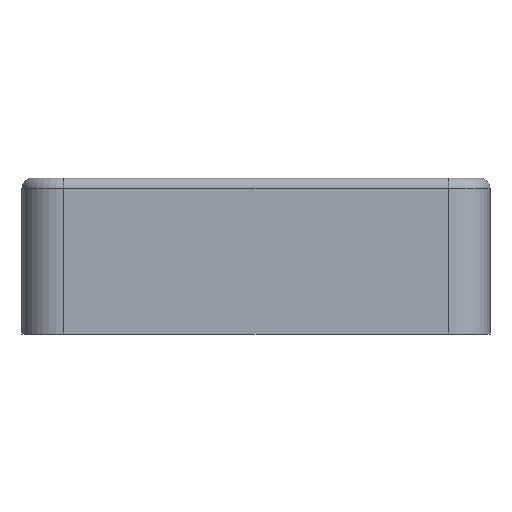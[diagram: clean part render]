
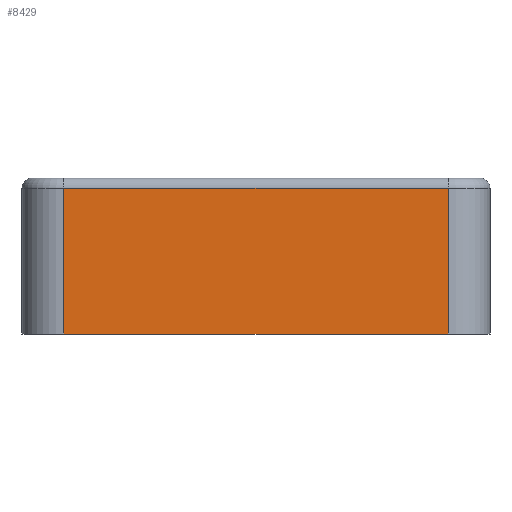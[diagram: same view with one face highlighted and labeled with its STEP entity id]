
A CAD part, front view. The second image highlights one B-rep face of the part: STEP entity #8429.
In plain terms, the highlighted planar face has unit normal (0, -1, 0).
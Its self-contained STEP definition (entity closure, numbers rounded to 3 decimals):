
#6234 = CYLINDRICAL_SURFACE('',#6235,2.);
#6235 = AXIS2_PLACEMENT_3D('',#6236,#6237,#6238);
#6236 = CARTESIAN_POINT('',(8.,2.,28.));
#6237 = DIRECTION('',(1.,0.,0.));
#6238 = DIRECTION('',(0.,0.,1.));
#6868 = VERTEX_POINT('',#6869);
#6869 = CARTESIAN_POINT('',(82.,0.,28.));
#6908 = CYLINDRICAL_SURFACE('',#6909,8.);
#6909 = AXIS2_PLACEMENT_3D('',#6910,#6911,#6912);
#6910 = CARTESIAN_POINT('',(82.,8.,0.));
#6911 = DIRECTION('',(0.,0.,1.));
#6912 = DIRECTION('',(0.,-1.,0.));
#6926 = VERTEX_POINT('',#6927);
#6927 = CARTESIAN_POINT('',(8.,0.,28.));
#6964 = CYLINDRICAL_SURFACE('',#6965,8.);
#6965 = AXIS2_PLACEMENT_3D('',#6966,#6967,#6968);
#6966 = CARTESIAN_POINT('',(8.,8.,0.));
#6967 = DIRECTION('',(0.,0.,1.));
#6968 = DIRECTION('',(0.,-1.,0.));
#6980 = EDGE_CURVE('',#6926,#6868,#6981,.T.);
#6981 = SURFACE_CURVE('',#6982,(#6986,#6993),.PCURVE_S1.);
#6982 = LINE('',#6983,#6984);
#6983 = CARTESIAN_POINT('',(8.,0.,28.));
#6984 = VECTOR('',#6985,1.);
#6985 = DIRECTION('',(1.,0.,0.));
#6986 = PCURVE('',#6234,#6987);
#6987 = DEFINITIONAL_REPRESENTATION('',(#6988),#6992);
#6988 = LINE('',#6989,#6990);
#6989 = CARTESIAN_POINT('',(1.571,0.));
#6990 = VECTOR('',#6991,1.);
#6991 = DIRECTION('',(0.,1.));
#6992 = ( GEOMETRIC_REPRESENTATION_CONTEXT(2) 
PARAMETRIC_REPRESENTATION_CONTEXT() REPRESENTATION_CONTEXT('2D SPACE',''
  ) );
#6993 = PCURVE('',#6994,#6999);
#6994 = PLANE('',#6995);
#6995 = AXIS2_PLACEMENT_3D('',#6996,#6997,#6998);
#6996 = CARTESIAN_POINT('',(0.,0.,0.));
#6997 = DIRECTION('',(0.,1.,0.));
#6998 = DIRECTION('',(1.,0.,0.));
#6999 = DEFINITIONAL_REPRESENTATION('',(#7000),#7004);
#7000 = LINE('',#7001,#7002);
#7001 = CARTESIAN_POINT('',(8.,-28.));
#7002 = VECTOR('',#7003,1.);
#7003 = DIRECTION('',(1.,0.));
#7004 = ( GEOMETRIC_REPRESENTATION_CONTEXT(2) 
PARAMETRIC_REPRESENTATION_CONTEXT() REPRESENTATION_CONTEXT('2D SPACE',''
  ) );
#7630 = PLANE('',#7631);
#7631 = AXIS2_PLACEMENT_3D('',#7632,#7633,#7634);
#7632 = CARTESIAN_POINT('',(45.,30.,0.));
#7633 = DIRECTION('',(0.,0.,1.));
#7634 = DIRECTION('',(1.,0.,0.));
#8331 = EDGE_CURVE('',#8332,#6868,#8334,.T.);
#8332 = VERTEX_POINT('',#8333);
#8333 = CARTESIAN_POINT('',(82.,0.,0.));
#8334 = SURFACE_CURVE('',#8335,(#8339,#8346),.PCURVE_S1.);
#8335 = LINE('',#8336,#8337);
#8336 = CARTESIAN_POINT('',(82.,0.,0.));
#8337 = VECTOR('',#8338,1.);
#8338 = DIRECTION('',(0.,0.,1.));
#8339 = PCURVE('',#6908,#8340);
#8340 = DEFINITIONAL_REPRESENTATION('',(#8341),#8345);
#8341 = LINE('',#8342,#8343);
#8342 = CARTESIAN_POINT('',(0.,0.));
#8343 = VECTOR('',#8344,1.);
#8344 = DIRECTION('',(0.,1.));
#8345 = ( GEOMETRIC_REPRESENTATION_CONTEXT(2) 
PARAMETRIC_REPRESENTATION_CONTEXT() REPRESENTATION_CONTEXT('2D SPACE',''
  ) );
#8346 = PCURVE('',#6994,#8347);
#8347 = DEFINITIONAL_REPRESENTATION('',(#8348),#8352);
#8348 = LINE('',#8349,#8350);
#8349 = CARTESIAN_POINT('',(82.,0.));
#8350 = VECTOR('',#8351,1.);
#8351 = DIRECTION('',(0.,-1.));
#8352 = ( GEOMETRIC_REPRESENTATION_CONTEXT(2) 
PARAMETRIC_REPRESENTATION_CONTEXT() REPRESENTATION_CONTEXT('2D SPACE',''
  ) );
#8381 = EDGE_CURVE('',#8382,#6926,#8384,.T.);
#8382 = VERTEX_POINT('',#8383);
#8383 = CARTESIAN_POINT('',(8.,0.,0.));
#8384 = SURFACE_CURVE('',#8385,(#8389,#8396),.PCURVE_S1.);
#8385 = LINE('',#8386,#8387);
#8386 = CARTESIAN_POINT('',(8.,0.,0.));
#8387 = VECTOR('',#8388,1.);
#8388 = DIRECTION('',(0.,0.,1.));
#8389 = PCURVE('',#6964,#8390);
#8390 = DEFINITIONAL_REPRESENTATION('',(#8391),#8395);
#8391 = LINE('',#8392,#8393);
#8392 = CARTESIAN_POINT('',(-0.,0.));
#8393 = VECTOR('',#8394,1.);
#8394 = DIRECTION('',(-0.,1.));
#8395 = ( GEOMETRIC_REPRESENTATION_CONTEXT(2) 
PARAMETRIC_REPRESENTATION_CONTEXT() REPRESENTATION_CONTEXT('2D SPACE',''
  ) );
#8396 = PCURVE('',#6994,#8397);
#8397 = DEFINITIONAL_REPRESENTATION('',(#8398),#8402);
#8398 = LINE('',#8399,#8400);
#8399 = CARTESIAN_POINT('',(8.,0.));
#8400 = VECTOR('',#8401,1.);
#8401 = DIRECTION('',(0.,-1.));
#8402 = ( GEOMETRIC_REPRESENTATION_CONTEXT(2) 
PARAMETRIC_REPRESENTATION_CONTEXT() REPRESENTATION_CONTEXT('2D SPACE',''
  ) );
#8429 = ADVANCED_FACE('',(#8430),#6994,.F.);
#8430 = FACE_BOUND('',#8431,.F.);
#8431 = EDGE_LOOP('',(#8432,#8433,#8434,#8435));
#8432 = ORIENTED_EDGE('',*,*,#8381,.T.);
#8433 = ORIENTED_EDGE('',*,*,#6980,.T.);
#8434 = ORIENTED_EDGE('',*,*,#8331,.F.);
#8435 = ORIENTED_EDGE('',*,*,#8436,.F.);
#8436 = EDGE_CURVE('',#8382,#8332,#8437,.T.);
#8437 = SURFACE_CURVE('',#8438,(#8442,#8449),.PCURVE_S1.);
#8438 = LINE('',#8439,#8440);
#8439 = CARTESIAN_POINT('',(0.,0.,0.));
#8440 = VECTOR('',#8441,1.);
#8441 = DIRECTION('',(1.,0.,0.));
#8442 = PCURVE('',#6994,#8443);
#8443 = DEFINITIONAL_REPRESENTATION('',(#8444),#8448);
#8444 = LINE('',#8445,#8446);
#8445 = CARTESIAN_POINT('',(0.,0.));
#8446 = VECTOR('',#8447,1.);
#8447 = DIRECTION('',(1.,0.));
#8448 = ( GEOMETRIC_REPRESENTATION_CONTEXT(2) 
PARAMETRIC_REPRESENTATION_CONTEXT() REPRESENTATION_CONTEXT('2D SPACE',''
  ) );
#8449 = PCURVE('',#7630,#8450);
#8450 = DEFINITIONAL_REPRESENTATION('',(#8451),#8455);
#8451 = LINE('',#8452,#8453);
#8452 = CARTESIAN_POINT('',(-45.,-30.));
#8453 = VECTOR('',#8454,1.);
#8454 = DIRECTION('',(1.,0.));
#8455 = ( GEOMETRIC_REPRESENTATION_CONTEXT(2) 
PARAMETRIC_REPRESENTATION_CONTEXT() REPRESENTATION_CONTEXT('2D SPACE',''
  ) );
